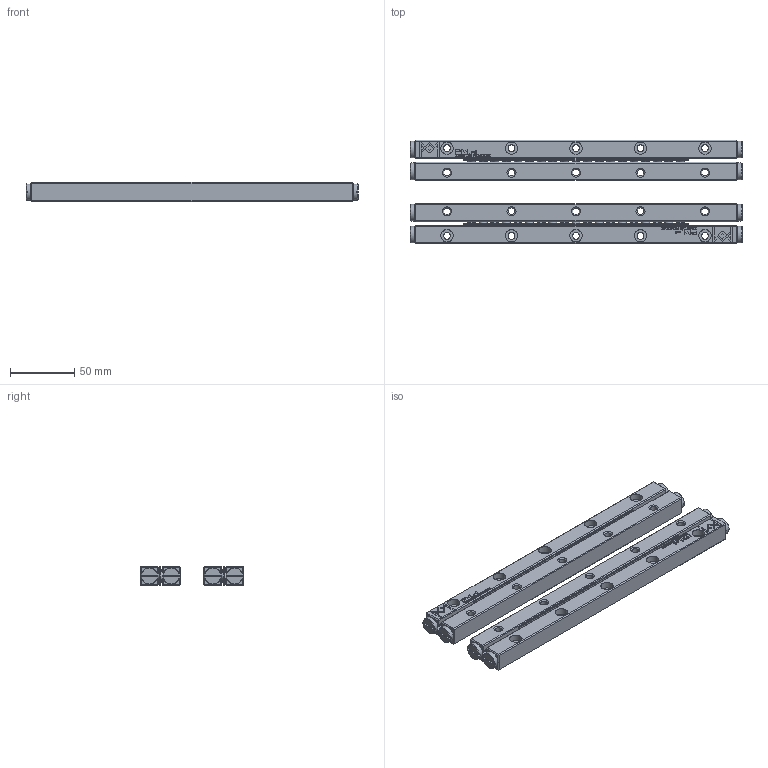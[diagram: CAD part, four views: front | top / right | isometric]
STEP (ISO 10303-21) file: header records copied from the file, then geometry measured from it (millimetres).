
FILE_DESCRIPTION(/* description */ (''),/* implementation_level */ '2;1');
FILE_NAME(/* name */ 'Set RSD-6250x19AA_stp.stp',/* time_stamp */ '2025-02-24T10:32:09+01:00',/* author */ (''),/* organization */ (''),/* preprocessor_version */ 'ST-DEVELOPER v16.7',/* originating_system */ 'SIEMENS PLM Software NX 12.0',/* authorisation */ '');
FILE_SCHEMA (('AUTOMOTIVE_DESIGN { 1 0 10303 214 3 1 1 1 }'));
Products named in the file (1): Set RSD-6250x19AA_stp
Bounding box: 257.4 x 80 x 15 mm (x, y, z)
Volume: 199943.5 mm3; surface area: 86296.3 mm2
Topology: 52 solids, 52 shells, 2846 faces, 7372 edges, 4790 vertices
Faces by surface type: plane 1672, cylinder 650, bspline 360, cone 164
Full cylindrical faces by diameter (mm): 4.3 x8, 5 x8, 5.2 x28, 6 x38, 9.5 x20, 13 x8
Entity records: 94842 total; most frequent: CARTESIAN_POINT 19715, ORIENTED_EDGE 14024, DIRECTION 12674, EDGE_CURVE 7012, LINE 4756, VECTOR 4756, VERTEX_POINT 4696, AXIS2_PLACEMENT_3D 3959
